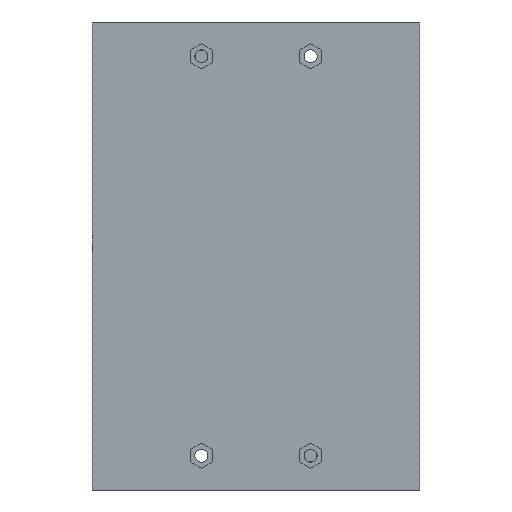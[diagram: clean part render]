
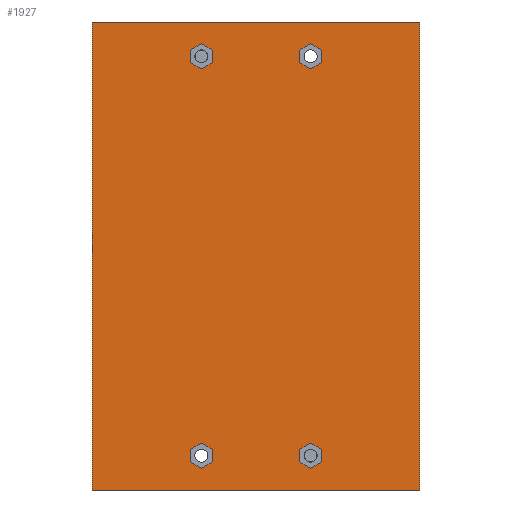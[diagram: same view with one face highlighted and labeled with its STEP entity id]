
A CAD part, front view. The second image highlights one B-rep face of the part: STEP entity #1927.
In plain terms, the highlighted planar face has unit normal (0, -1, 0).
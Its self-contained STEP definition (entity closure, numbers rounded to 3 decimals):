
#1700=AXIS2_PLACEMENT_3D('Plane Axis2P3D',#1697,#1698,#1699) ;
#1666=CARTESIAN_POINT('Vertex',(-52.5,0.,-75.)) ;
#1671=CARTESIAN_POINT('Line Origine',(-52.5,0.,0.)) ;
#1675=CARTESIAN_POINT('Vertex',(-52.5,0.,75.)) ;
#1697=CARTESIAN_POINT('Axis2P3D Location',(0.,0.,-75.)) ;
#1702=CARTESIAN_POINT('Line Origine',(0.,0.,75.)) ;
#1706=CARTESIAN_POINT('Vertex',(52.5,0.,75.)) ;
#1709=CARTESIAN_POINT('Line Origine',(0.,0.,-75.)) ;
#1713=CARTESIAN_POINT('Vertex',(52.5,0.,-75.)) ;
#1716=CARTESIAN_POINT('Line Origine',(52.5,0.,0.)) ;
#1727=CARTESIAN_POINT('Line Origine',(-14.,0.,64.)) ;
#1731=CARTESIAN_POINT('Vertex',(-14.,0.,61.979)) ;
#1733=CARTESIAN_POINT('Vertex',(-14.,0.,66.021)) ;
#1736=CARTESIAN_POINT('Line Origine',(-15.75,0.,60.969)) ;
#1740=CARTESIAN_POINT('Vertex',(-17.5,0.,59.959)) ;
#1743=CARTESIAN_POINT('Line Origine',(-19.25,0.,60.969)) ;
#1747=CARTESIAN_POINT('Vertex',(-21.,0.,61.979)) ;
#1750=CARTESIAN_POINT('Line Origine',(-21.,0.,64.)) ;
#1754=CARTESIAN_POINT('Vertex',(-21.,0.,66.021)) ;
#1757=CARTESIAN_POINT('Line Origine',(-19.25,0.,67.031)) ;
#1761=CARTESIAN_POINT('Vertex',(-17.5,0.,68.041)) ;
#1764=CARTESIAN_POINT('Line Origine',(-15.75,0.,67.031)) ;
#1777=CARTESIAN_POINT('Line Origine',(-19.25,0.,-60.969)) ;
#1781=CARTESIAN_POINT('Vertex',(-17.5,0.,-59.959)) ;
#1783=CARTESIAN_POINT('Vertex',(-21.,0.,-61.979)) ;
#1786=CARTESIAN_POINT('Line Origine',(-15.75,0.,-60.969)) ;
#1790=CARTESIAN_POINT('Vertex',(-14.,0.,-61.979)) ;
#1793=CARTESIAN_POINT('Line Origine',(-14.,0.,-64.)) ;
#1797=CARTESIAN_POINT('Vertex',(-14.,0.,-66.021)) ;
#1800=CARTESIAN_POINT('Line Origine',(-15.75,0.,-67.031)) ;
#1804=CARTESIAN_POINT('Vertex',(-17.5,0.,-68.041)) ;
#1807=CARTESIAN_POINT('Line Origine',(-19.25,0.,-67.031)) ;
#1811=CARTESIAN_POINT('Vertex',(-21.,0.,-66.021)) ;
#1814=CARTESIAN_POINT('Line Origine',(-21.,0.,-64.)) ;
#1827=CARTESIAN_POINT('Line Origine',(14.,0.,64.)) ;
#1831=CARTESIAN_POINT('Vertex',(14.,0.,66.021)) ;
#1833=CARTESIAN_POINT('Vertex',(14.,0.,61.979)) ;
#1836=CARTESIAN_POINT('Line Origine',(15.75,0.,67.031)) ;
#1840=CARTESIAN_POINT('Vertex',(17.5,0.,68.041)) ;
#1843=CARTESIAN_POINT('Line Origine',(19.25,0.,67.031)) ;
#1847=CARTESIAN_POINT('Vertex',(21.,0.,66.021)) ;
#1850=CARTESIAN_POINT('Line Origine',(21.,0.,64.)) ;
#1854=CARTESIAN_POINT('Vertex',(21.,0.,61.979)) ;
#1857=CARTESIAN_POINT('Line Origine',(19.25,0.,60.969)) ;
#1861=CARTESIAN_POINT('Vertex',(17.5,0.,59.959)) ;
#1864=CARTESIAN_POINT('Line Origine',(15.75,0.,60.969)) ;
#1877=CARTESIAN_POINT('Line Origine',(21.,0.,-64.)) ;
#1881=CARTESIAN_POINT('Vertex',(21.,0.,-66.021)) ;
#1883=CARTESIAN_POINT('Vertex',(21.,0.,-61.979)) ;
#1886=CARTESIAN_POINT('Line Origine',(19.25,0.,-67.031)) ;
#1890=CARTESIAN_POINT('Vertex',(17.5,0.,-68.041)) ;
#1893=CARTESIAN_POINT('Line Origine',(15.75,0.,-67.031)) ;
#1897=CARTESIAN_POINT('Vertex',(14.,0.,-66.021)) ;
#1900=CARTESIAN_POINT('Line Origine',(14.,0.,-64.)) ;
#1904=CARTESIAN_POINT('Vertex',(14.,0.,-61.979)) ;
#1907=CARTESIAN_POINT('Line Origine',(15.75,0.,-60.969)) ;
#1911=CARTESIAN_POINT('Vertex',(17.5,0.,-59.959)) ;
#1914=CARTESIAN_POINT('Line Origine',(19.25,0.,-60.969)) ;
#1672=DIRECTION('Vector Direction',(0.,0.,1.)) ;
#1698=DIRECTION('Axis2P3D Direction',(0.,1.,0.)) ;
#1699=DIRECTION('Axis2P3D XDirection',(0.,0.,1.)) ;
#1703=DIRECTION('Vector Direction',(1.,0.,0.)) ;
#1710=DIRECTION('Vector Direction',(1.,0.,0.)) ;
#1717=DIRECTION('Vector Direction',(0.,0.,1.)) ;
#1728=DIRECTION('Vector Direction',(0.,0.,-1.)) ;
#1737=DIRECTION('Vector Direction',(-0.866,0.,-0.5)) ;
#1744=DIRECTION('Vector Direction',(-0.866,0.,0.5)) ;
#1751=DIRECTION('Vector Direction',(0.,0.,1.)) ;
#1758=DIRECTION('Vector Direction',(0.866,0.,0.5)) ;
#1765=DIRECTION('Vector Direction',(0.866,0.,-0.5)) ;
#1778=DIRECTION('Vector Direction',(-0.866,0.,-0.5)) ;
#1787=DIRECTION('Vector Direction',(-0.866,0.,0.5)) ;
#1794=DIRECTION('Vector Direction',(0.,0.,1.)) ;
#1801=DIRECTION('Vector Direction',(0.866,0.,0.5)) ;
#1808=DIRECTION('Vector Direction',(0.866,0.,-0.5)) ;
#1815=DIRECTION('Vector Direction',(0.,0.,-1.)) ;
#1828=DIRECTION('Vector Direction',(0.,0.,-1.)) ;
#1837=DIRECTION('Vector Direction',(-0.866,0.,-0.5)) ;
#1844=DIRECTION('Vector Direction',(-0.866,0.,0.5)) ;
#1851=DIRECTION('Vector Direction',(0.,0.,1.)) ;
#1858=DIRECTION('Vector Direction',(0.866,0.,0.5)) ;
#1865=DIRECTION('Vector Direction',(0.866,0.,-0.5)) ;
#1878=DIRECTION('Vector Direction',(0.,0.,-1.)) ;
#1887=DIRECTION('Vector Direction',(-0.866,0.,-0.5)) ;
#1894=DIRECTION('Vector Direction',(-0.866,0.,0.5)) ;
#1901=DIRECTION('Vector Direction',(0.,0.,1.)) ;
#1908=DIRECTION('Vector Direction',(0.866,0.,0.5)) ;
#1915=DIRECTION('Vector Direction',(0.866,0.,-0.5)) ;
#1673=VECTOR('Line Direction',#1672,1.) ;
#1704=VECTOR('Line Direction',#1703,1.) ;
#1711=VECTOR('Line Direction',#1710,1.) ;
#1718=VECTOR('Line Direction',#1717,1.) ;
#1729=VECTOR('Line Direction',#1728,1.) ;
#1738=VECTOR('Line Direction',#1737,1.) ;
#1745=VECTOR('Line Direction',#1744,1.) ;
#1752=VECTOR('Line Direction',#1751,1.) ;
#1759=VECTOR('Line Direction',#1758,1.) ;
#1766=VECTOR('Line Direction',#1765,1.) ;
#1779=VECTOR('Line Direction',#1778,1.) ;
#1788=VECTOR('Line Direction',#1787,1.) ;
#1795=VECTOR('Line Direction',#1794,1.) ;
#1802=VECTOR('Line Direction',#1801,1.) ;
#1809=VECTOR('Line Direction',#1808,1.) ;
#1816=VECTOR('Line Direction',#1815,1.) ;
#1829=VECTOR('Line Direction',#1828,1.) ;
#1838=VECTOR('Line Direction',#1837,1.) ;
#1845=VECTOR('Line Direction',#1844,1.) ;
#1852=VECTOR('Line Direction',#1851,1.) ;
#1859=VECTOR('Line Direction',#1858,1.) ;
#1866=VECTOR('Line Direction',#1865,1.) ;
#1879=VECTOR('Line Direction',#1878,1.) ;
#1888=VECTOR('Line Direction',#1887,1.) ;
#1895=VECTOR('Line Direction',#1894,1.) ;
#1902=VECTOR('Line Direction',#1901,1.) ;
#1909=VECTOR('Line Direction',#1908,1.) ;
#1916=VECTOR('Line Direction',#1915,1.) ;
#1722=ORIENTED_EDGE('',*,*,#1708,.F.) ;
#1723=ORIENTED_EDGE('',*,*,#1677,.T.) ;
#1724=ORIENTED_EDGE('',*,*,#1715,.T.) ;
#1725=ORIENTED_EDGE('',*,*,#1720,.F.) ;
#1770=ORIENTED_EDGE('',*,*,#1735,.F.) ;
#1771=ORIENTED_EDGE('',*,*,#1742,.F.) ;
#1772=ORIENTED_EDGE('',*,*,#1749,.F.) ;
#1773=ORIENTED_EDGE('',*,*,#1756,.F.) ;
#1774=ORIENTED_EDGE('',*,*,#1763,.F.) ;
#1775=ORIENTED_EDGE('',*,*,#1768,.F.) ;
#1820=ORIENTED_EDGE('',*,*,#1785,.F.) ;
#1821=ORIENTED_EDGE('',*,*,#1792,.F.) ;
#1822=ORIENTED_EDGE('',*,*,#1799,.F.) ;
#1823=ORIENTED_EDGE('',*,*,#1806,.F.) ;
#1824=ORIENTED_EDGE('',*,*,#1813,.F.) ;
#1825=ORIENTED_EDGE('',*,*,#1818,.F.) ;
#1870=ORIENTED_EDGE('',*,*,#1835,.F.) ;
#1871=ORIENTED_EDGE('',*,*,#1842,.F.) ;
#1872=ORIENTED_EDGE('',*,*,#1849,.F.) ;
#1873=ORIENTED_EDGE('',*,*,#1856,.F.) ;
#1874=ORIENTED_EDGE('',*,*,#1863,.F.) ;
#1875=ORIENTED_EDGE('',*,*,#1868,.F.) ;
#1920=ORIENTED_EDGE('',*,*,#1885,.F.) ;
#1921=ORIENTED_EDGE('',*,*,#1892,.F.) ;
#1922=ORIENTED_EDGE('',*,*,#1899,.F.) ;
#1923=ORIENTED_EDGE('',*,*,#1906,.F.) ;
#1924=ORIENTED_EDGE('',*,*,#1913,.F.) ;
#1925=ORIENTED_EDGE('',*,*,#1918,.F.) ;
#1776=FACE_BOUND('',#1769,.T.) ;
#1826=FACE_BOUND('',#1819,.T.) ;
#1876=FACE_BOUND('',#1869,.T.) ;
#1926=FACE_BOUND('',#1919,.T.) ;
#1927=ADVANCED_FACE('Interruttore base',(#1726,#1776,#1826,#1876,#1926),#1701,.F.) ;
#1677=EDGE_CURVE('',#1676,#1667,#1674,.F.) ;
#1708=EDGE_CURVE('',#1676,#1707,#1705,.T.) ;
#1715=EDGE_CURVE('',#1667,#1714,#1712,.T.) ;
#1720=EDGE_CURVE('',#1707,#1714,#1719,.F.) ;
#1735=EDGE_CURVE('',#1732,#1734,#1730,.F.) ;
#1742=EDGE_CURVE('',#1741,#1732,#1739,.F.) ;
#1749=EDGE_CURVE('',#1748,#1741,#1746,.F.) ;
#1756=EDGE_CURVE('',#1755,#1748,#1753,.F.) ;
#1763=EDGE_CURVE('',#1762,#1755,#1760,.F.) ;
#1768=EDGE_CURVE('',#1734,#1762,#1767,.F.) ;
#1785=EDGE_CURVE('',#1782,#1784,#1780,.T.) ;
#1792=EDGE_CURVE('',#1791,#1782,#1789,.T.) ;
#1799=EDGE_CURVE('',#1798,#1791,#1796,.T.) ;
#1806=EDGE_CURVE('',#1805,#1798,#1803,.T.) ;
#1813=EDGE_CURVE('',#1812,#1805,#1810,.T.) ;
#1818=EDGE_CURVE('',#1784,#1812,#1817,.T.) ;
#1835=EDGE_CURVE('',#1832,#1834,#1830,.T.) ;
#1842=EDGE_CURVE('',#1841,#1832,#1839,.T.) ;
#1849=EDGE_CURVE('',#1848,#1841,#1846,.T.) ;
#1856=EDGE_CURVE('',#1855,#1848,#1853,.T.) ;
#1863=EDGE_CURVE('',#1862,#1855,#1860,.T.) ;
#1868=EDGE_CURVE('',#1834,#1862,#1867,.T.) ;
#1885=EDGE_CURVE('',#1882,#1884,#1880,.F.) ;
#1892=EDGE_CURVE('',#1891,#1882,#1889,.F.) ;
#1899=EDGE_CURVE('',#1898,#1891,#1896,.F.) ;
#1906=EDGE_CURVE('',#1905,#1898,#1903,.F.) ;
#1913=EDGE_CURVE('',#1912,#1905,#1910,.F.) ;
#1918=EDGE_CURVE('',#1884,#1912,#1917,.F.) ;
#1721=EDGE_LOOP('',(#1722,#1723,#1724,#1725)) ;
#1769=EDGE_LOOP('',(#1770,#1771,#1772,#1773,#1774,#1775)) ;
#1819=EDGE_LOOP('',(#1820,#1821,#1822,#1823,#1824,#1825)) ;
#1869=EDGE_LOOP('',(#1870,#1871,#1872,#1873,#1874,#1875)) ;
#1919=EDGE_LOOP('',(#1920,#1921,#1922,#1923,#1924,#1925)) ;
#1726=FACE_OUTER_BOUND('',#1721,.T.) ;
#1674=LINE('Line',#1671,#1673) ;
#1705=LINE('Line',#1702,#1704) ;
#1712=LINE('Line',#1709,#1711) ;
#1719=LINE('Line',#1716,#1718) ;
#1730=LINE('Line',#1727,#1729) ;
#1739=LINE('Line',#1736,#1738) ;
#1746=LINE('Line',#1743,#1745) ;
#1753=LINE('Line',#1750,#1752) ;
#1760=LINE('Line',#1757,#1759) ;
#1767=LINE('Line',#1764,#1766) ;
#1780=LINE('Line',#1777,#1779) ;
#1789=LINE('Line',#1786,#1788) ;
#1796=LINE('Line',#1793,#1795) ;
#1803=LINE('Line',#1800,#1802) ;
#1810=LINE('Line',#1807,#1809) ;
#1817=LINE('Line',#1814,#1816) ;
#1830=LINE('Line',#1827,#1829) ;
#1839=LINE('Line',#1836,#1838) ;
#1846=LINE('Line',#1843,#1845) ;
#1853=LINE('Line',#1850,#1852) ;
#1860=LINE('Line',#1857,#1859) ;
#1867=LINE('Line',#1864,#1866) ;
#1880=LINE('Line',#1877,#1879) ;
#1889=LINE('Line',#1886,#1888) ;
#1896=LINE('Line',#1893,#1895) ;
#1903=LINE('Line',#1900,#1902) ;
#1910=LINE('Line',#1907,#1909) ;
#1917=LINE('Line',#1914,#1916) ;
#1701=PLANE('',#1700) ;
#1667=VERTEX_POINT('',#1666) ;
#1676=VERTEX_POINT('',#1675) ;
#1707=VERTEX_POINT('',#1706) ;
#1714=VERTEX_POINT('',#1713) ;
#1732=VERTEX_POINT('',#1731) ;
#1734=VERTEX_POINT('',#1733) ;
#1741=VERTEX_POINT('',#1740) ;
#1748=VERTEX_POINT('',#1747) ;
#1755=VERTEX_POINT('',#1754) ;
#1762=VERTEX_POINT('',#1761) ;
#1782=VERTEX_POINT('',#1781) ;
#1784=VERTEX_POINT('',#1783) ;
#1791=VERTEX_POINT('',#1790) ;
#1798=VERTEX_POINT('',#1797) ;
#1805=VERTEX_POINT('',#1804) ;
#1812=VERTEX_POINT('',#1811) ;
#1832=VERTEX_POINT('',#1831) ;
#1834=VERTEX_POINT('',#1833) ;
#1841=VERTEX_POINT('',#1840) ;
#1848=VERTEX_POINT('',#1847) ;
#1855=VERTEX_POINT('',#1854) ;
#1862=VERTEX_POINT('',#1861) ;
#1882=VERTEX_POINT('',#1881) ;
#1884=VERTEX_POINT('',#1883) ;
#1891=VERTEX_POINT('',#1890) ;
#1898=VERTEX_POINT('',#1897) ;
#1905=VERTEX_POINT('',#1904) ;
#1912=VERTEX_POINT('',#1911) ;
